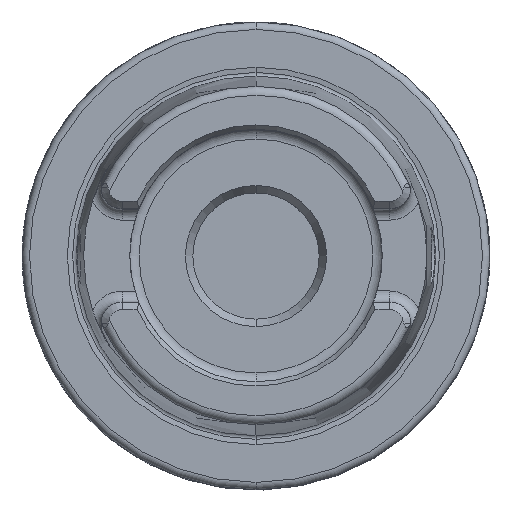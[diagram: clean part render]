
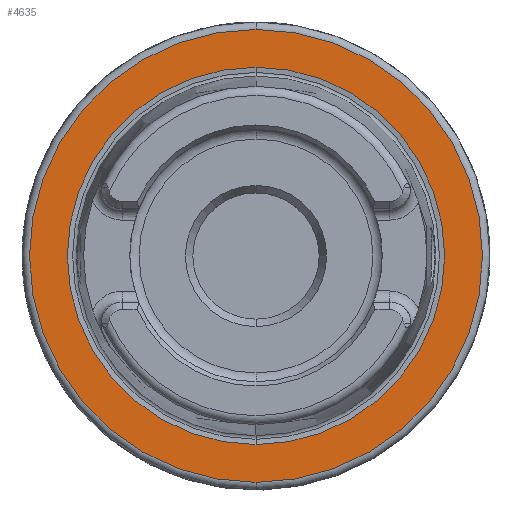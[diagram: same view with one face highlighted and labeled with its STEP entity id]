
A CAD part, top view. The second image highlights one B-rep face of the part: STEP entity #4635.
In plain terms, the highlighted planar face has unit normal (0, 0, 1).
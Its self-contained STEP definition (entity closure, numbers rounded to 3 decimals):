
#1264=CARTESIAN_POINT('',(0,0,26));
#1265=DIRECTION('',(0,0,-1));
#1266=DIRECTION('',(0,1,0));
#1267=AXIS2_PLACEMENT_3D('',#1264,#1265,#1266);
#1277=CARTESIAN_POINT('',(0,0,26));
#1278=DIRECTION('',(0,0,1));
#1279=DIRECTION('',(0,1,0));
#1280=AXIS2_PLACEMENT_3D('',#1277,#1278,#1279);
#1282=CARTESIAN_POINT('',(0,0,26));
#1283=DIRECTION('',(0,0,1));
#1284=DIRECTION('',(0,1,0));
#1285=AXIS2_PLACEMENT_3D('',#1282,#1283,#1284);
#1287=CARTESIAN_POINT('',(0,0,26));
#1288=DIRECTION('',(0,0,1));
#1289=DIRECTION('',(0,-1,0));
#1290=AXIS2_PLACEMENT_3D('',#1287,#1288,#1289);
#2846=CARTESIAN_POINT('',(0,25.409,26));
#2848=VERTEX_POINT('',#2846);
#2882=CARTESIAN_POINT('',(0,-25.409,26));
#2884=VERTEX_POINT('',#2882);
#2948=CARTESIAN_POINT('',(0,30.5,26));
#2949=CARTESIAN_POINT('',(0,-30.5,26));
#2950=VERTEX_POINT('',#2948);
#2951=VERTEX_POINT('',#2949);
#4620=CARTESIAN_POINT('',(0,0,26));
#4621=DIRECTION('',(0,0,-1));
#4622=DIRECTION('',(0,-1,0));
#4623=AXIS2_PLACEMENT_3D('',#4620,#4621,#4622);
#4624=PLANE('',#4623);
#4626=ORIENTED_EDGE('',*,*,#4625,.F.);
#4628=ORIENTED_EDGE('',*,*,#4627,.F.);
#4629=EDGE_LOOP('',(#4626,#4628));
#4630=FACE_OUTER_BOUND('',#4629,.F.);
#4631=ORIENTED_EDGE('',*,*,#4615,.T.);
#4632=ORIENTED_EDGE('',*,*,#4599,.F.);
#4633=EDGE_LOOP('',(#4631,#4632));
#4634=FACE_BOUND('',#4633,.F.);
#4635=ADVANCED_FACE('',(#4630,#4634),#4624,.F.);
#1268=CIRCLE('',#1267,25.409);
#1281=CIRCLE('',#1280,25.409);
#1286=CIRCLE('',#1285,30.5);
#1291=CIRCLE('',#1290,30.5);
#4599=EDGE_CURVE('',#2848,#2884,#1268,.T.);
#4615=EDGE_CURVE('',#2848,#2884,#1281,.T.);
#4625=EDGE_CURVE('',#2950,#2951,#1286,.T.);
#4627=EDGE_CURVE('',#2951,#2950,#1291,.T.);
